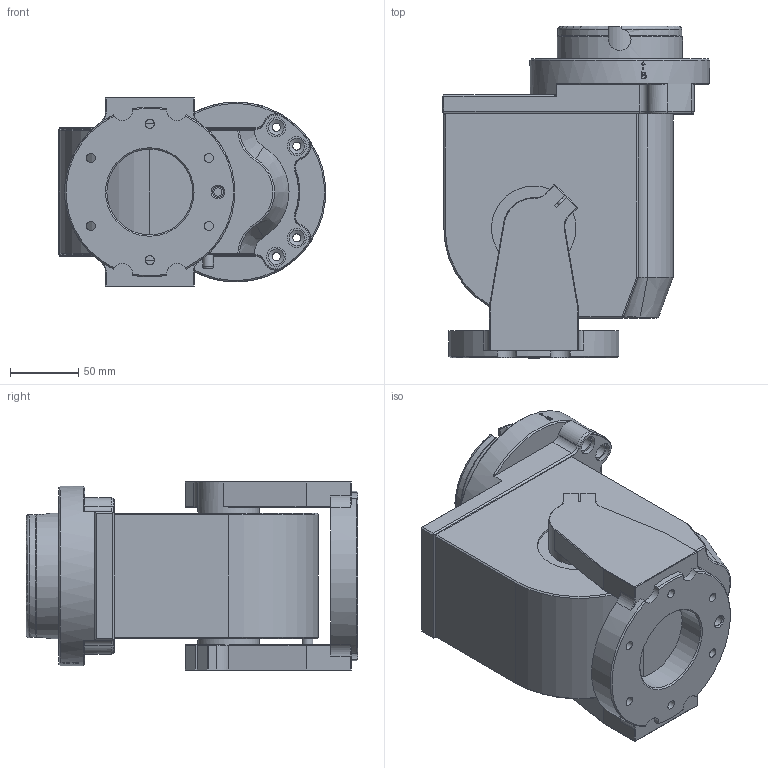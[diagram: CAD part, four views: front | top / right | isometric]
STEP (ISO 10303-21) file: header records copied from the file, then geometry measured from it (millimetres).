
FILE_DESCRIPTION(/* description */ (''),/* implementation_level */ '2;1');
FILE_NAME(/* name */ 'MT_BGR00021344.stp',/* time_stamp */ '2022-01-14T10:48:33+01:00',/* author */ ('michael.schutter'),/* organization */ ('Majatronic'),/* preprocessor_version */ 'ST-DEVELOPER v16.5',/* originating_system */ 'Autodesk Inventor 2017',/* authorisation */ '');
FILE_SCHEMA (('AUTOMOTIVE_DESIGN { 1 0 10303 214 3 1 1 }'));
Length unit declared in the file: millimetre
Products named in the file (3): MT_BGR00021365MT_BGR; MT_WST00067361MT_WST; MT_WST00067367MT_WST
Assembly tree (2 placements, depth 2):
  MT_BGR00021365MT_BGR
    MT_WST00067361MT_WST
    MT_WST00067367MT_WST
Bounding box: 196.01 x 243.5 x 139 mm (x, y, z)
Volume: 3087446.2 mm3; surface area: 217719.5 mm2
Topology: 2 solids, 6 shells, 445 faces, 1095 edges, 690 vertices
Faces by surface type: plane 233, cylinder 111, cone 69, bspline 22, torus 10
Full cylindrical faces by diameter (mm): 6 x7, 6.647 x6, 8 x6, 11.45 x4, 12.1 x8, 14 x4, 28 x1, 45 x4, 62 x2, 63 x1, 75 x1, 92 x1, 132 x1
Entity records: 13376 total; most frequent: CARTESIAN_POINT 3075, DIRECTION 2121, ORIENTED_EDGE 2008, EDGE_CURVE 1000, AXIS2_PLACEMENT_3D 784, VERTEX_POINT 661, EDGE_LOOP 575, LINE 553
